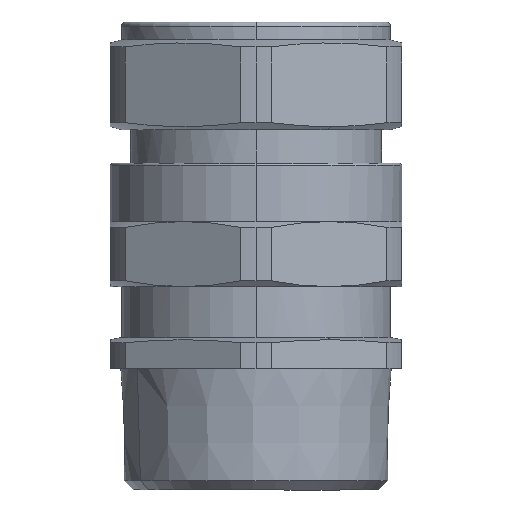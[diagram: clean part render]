
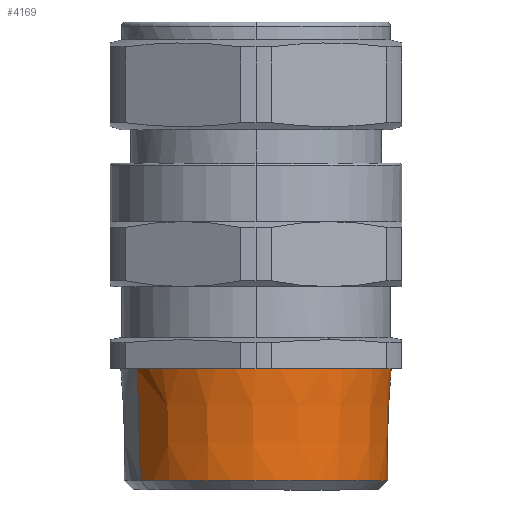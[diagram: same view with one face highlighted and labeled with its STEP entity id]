
A CAD part, front view. The second image highlights one B-rep face of the part: STEP entity #4169.
In plain terms, the highlighted conical face has half-angle 1.78 degrees and reference radius 29.311 mm.
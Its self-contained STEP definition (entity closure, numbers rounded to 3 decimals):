
#3998=AXIS2_PLACEMENT_3D('Circle Axis2P3D',#3996,#3997,$) ;
#4005=AXIS2_PLACEMENT_3D('Circle Axis2P3D',#4003,#4004,$) ;
#4141=AXIS2_PLACEMENT_3D('Cone Axis2P3D',#4138,#4139,#4140) ;
#4159=AXIS2_PLACEMENT_3D('Circle Axis2P3D',#4157,#4158,$) ;
#3991=CARTESIAN_POINT('Vertex',(6.041,21.295,27.)) ;
#3996=CARTESIAN_POINT('Axis2P3D Location',(32.5,35.75,27.)) ;
#4000=CARTESIAN_POINT('Vertex',(32.5,5.6,27.)) ;
#4003=CARTESIAN_POINT('Axis2P3D Location',(32.5,35.75,27.)) ;
#4007=CARTESIAN_POINT('Vertex',(58.959,50.205,27.)) ;
#4138=CARTESIAN_POINT('Axis2P3D Location',(32.5,35.75,0.)) ;
#4143=CARTESIAN_POINT('Line Origine',(58.591,50.004,13.5)) ;
#4147=CARTESIAN_POINT('Vertex',(58.279,49.833,2.064)) ;
#4150=CARTESIAN_POINT('Line Origine',(6.409,21.496,13.5)) ;
#4154=CARTESIAN_POINT('Vertex',(6.721,21.667,2.064)) ;
#4157=CARTESIAN_POINT('Axis2P3D Location',(32.5,35.75,2.064)) ;
#3997=DIRECTION('Axis2P3D Direction',(0.,0.,-1.)) ;
#4004=DIRECTION('Axis2P3D Direction',(0.,0.,-1.)) ;
#4139=DIRECTION('Axis2P3D Direction',(0.,0.,1.)) ;
#4140=DIRECTION('Axis2P3D XDirection',(0.878,0.479,0.)) ;
#4144=DIRECTION('Vector Direction',(0.027,0.015,1.)) ;
#4151=DIRECTION('Vector Direction',(-0.027,-0.015,1.)) ;
#4158=DIRECTION('Axis2P3D Direction',(0.,0.,1.)) ;
#4145=VECTOR('Line Direction',#4144,1.) ;
#4152=VECTOR('Line Direction',#4151,1.) ;
#4163=ORIENTED_EDGE('',*,*,#4149,.T.) ;
#4164=ORIENTED_EDGE('',*,*,#4009,.T.) ;
#4165=ORIENTED_EDGE('',*,*,#4002,.T.) ;
#4166=ORIENTED_EDGE('',*,*,#4156,.F.) ;
#4167=ORIENTED_EDGE('',*,*,#4161,.T.) ;
#4169=ADVANCED_FACE('PartBody',(#4168),#4142,.T.) ;
#3999=CIRCLE('generated circle',#3998,30.15) ;
#4006=CIRCLE('generated circle',#4005,30.15) ;
#4160=CIRCLE('generated circle',#4159,29.375) ;
#4142=CONICAL_SURFACE('Cone',#4141,29.311,0.031) ;
#4002=EDGE_CURVE('',#4001,#3992,#3999,.T.) ;
#4009=EDGE_CURVE('',#4008,#4001,#4006,.T.) ;
#4149=EDGE_CURVE('',#4148,#4008,#4146,.T.) ;
#4156=EDGE_CURVE('',#4155,#3992,#4153,.T.) ;
#4161=EDGE_CURVE('',#4155,#4148,#4160,.T.) ;
#4162=EDGE_LOOP('',(#4163,#4164,#4165,#4166,#4167)) ;
#4168=FACE_OUTER_BOUND('',#4162,.T.) ;
#4146=LINE('Line',#4143,#4145) ;
#4153=LINE('Line',#4150,#4152) ;
#3992=VERTEX_POINT('',#3991) ;
#4001=VERTEX_POINT('',#4000) ;
#4008=VERTEX_POINT('',#4007) ;
#4148=VERTEX_POINT('',#4147) ;
#4155=VERTEX_POINT('',#4154) ;
